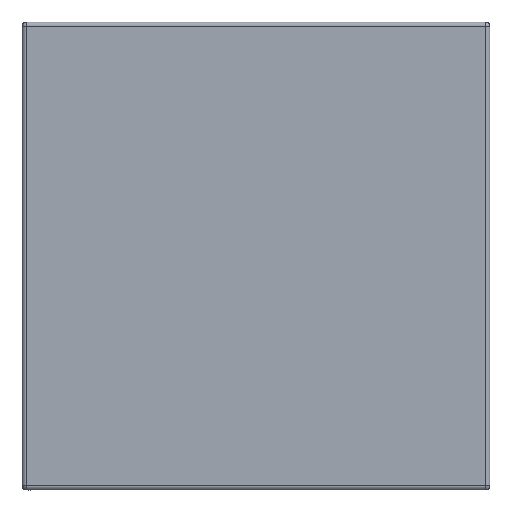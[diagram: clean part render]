
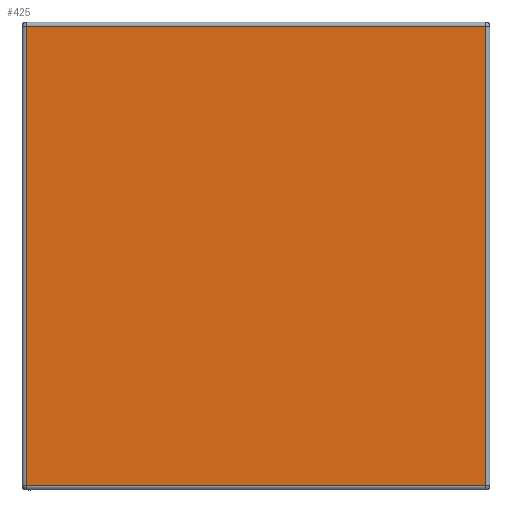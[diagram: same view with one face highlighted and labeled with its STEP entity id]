
A CAD part, front view. The second image highlights one B-rep face of the part: STEP entity #425.
In plain terms, the highlighted free-form (B-spline) face has degree [1, 1] with [2, 2] control points.
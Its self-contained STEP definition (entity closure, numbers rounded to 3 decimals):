
#425 = ADVANCED_FACE('',(#426),#456,.F.);
#426 = FACE_BOUND('',#427,.T.);
#427 = EDGE_LOOP('',(#428,#437,#444,#451));
#428 = ORIENTED_EDGE('',*,*,#429,.T.);
#429 = EDGE_CURVE('',#430,#432,#434,.T.);
#430 = VERTEX_POINT('',#431);
#431 = CARTESIAN_POINT('',(33.695,0.,33.695));
#432 = VERTEX_POINT('',#433);
#433 = CARTESIAN_POINT('',(-33.695,0.,33.695));
#434 = B_SPLINE_CURVE_WITH_KNOTS('',1,(#435,#436),.UNSPECIFIED.,.F.,.F.,
  (2,2),(-28.5,28.5),.PIECEWISE_BEZIER_KNOTS.);
#435 = CARTESIAN_POINT('',(33.695,0.,33.695));
#436 = CARTESIAN_POINT('',(-33.695,0.,33.695));
#437 = ORIENTED_EDGE('',*,*,#438,.T.);
#438 = EDGE_CURVE('',#432,#439,#441,.T.);
#439 = VERTEX_POINT('',#440);
#440 = CARTESIAN_POINT('',(-33.695,0.,-33.695));
#441 = B_SPLINE_CURVE_WITH_KNOTS('',1,(#442,#443),.UNSPECIFIED.,.F.,.F.,
  (2,2),(-28.5,28.5),.PIECEWISE_BEZIER_KNOTS.);
#442 = CARTESIAN_POINT('',(-33.695,0.,33.695));
#443 = CARTESIAN_POINT('',(-33.695,0.,-33.695));
#444 = ORIENTED_EDGE('',*,*,#445,.T.);
#445 = EDGE_CURVE('',#439,#446,#448,.T.);
#446 = VERTEX_POINT('',#447);
#447 = CARTESIAN_POINT('',(33.695,0.,-33.695));
#448 = B_SPLINE_CURVE_WITH_KNOTS('',1,(#449,#450),.UNSPECIFIED.,.F.,.F.,
  (2,2),(-28.5,28.5),.PIECEWISE_BEZIER_KNOTS.);
#449 = CARTESIAN_POINT('',(-33.695,0.,-33.695));
#450 = CARTESIAN_POINT('',(33.695,0.,-33.695));
#451 = ORIENTED_EDGE('',*,*,#452,.T.);
#452 = EDGE_CURVE('',#446,#430,#453,.T.);
#453 = B_SPLINE_CURVE_WITH_KNOTS('',1,(#454,#455),.UNSPECIFIED.,.F.,.F.,
  (2,2),(-28.5,28.5),.PIECEWISE_BEZIER_KNOTS.);
#454 = CARTESIAN_POINT('',(33.695,0.,-33.695));
#455 = CARTESIAN_POINT('',(33.695,0.,33.695));
#456 = B_SPLINE_SURFACE_WITH_KNOTS('',1,1,(
    (#457,#458)
    ,(#459,#460
    )),.UNSPECIFIED.,.F.,.F.,.F.,(2,2),(2,2),(-28.5,28.5),(-28.5,28.5),
  .PIECEWISE_BEZIER_KNOTS.);
#457 = CARTESIAN_POINT('',(-33.695,0.,-33.695));
#458 = CARTESIAN_POINT('',(33.695,0.,-33.695));
#459 = CARTESIAN_POINT('',(-33.695,0.,33.695));
#460 = CARTESIAN_POINT('',(33.695,0.,33.695));
